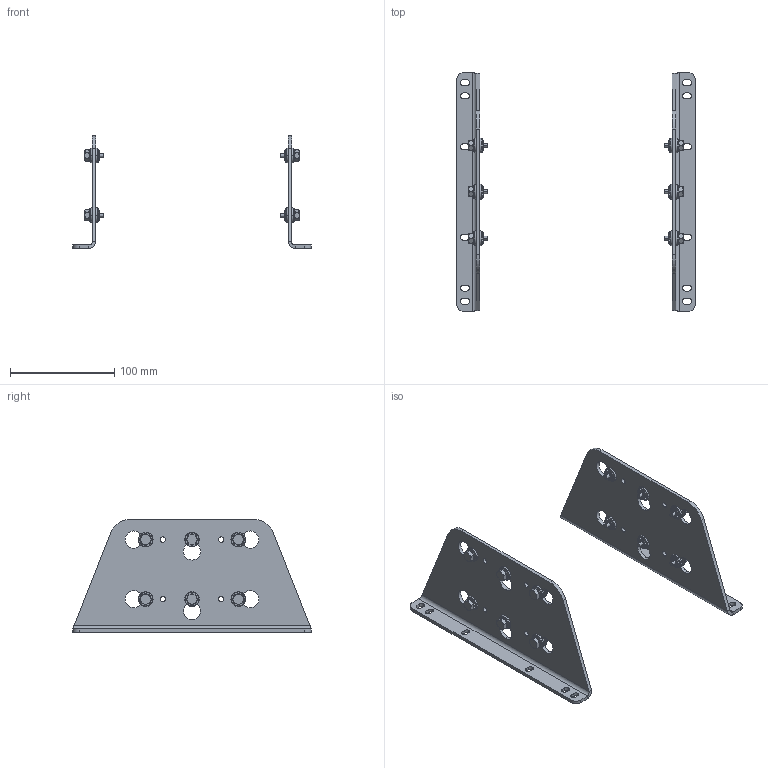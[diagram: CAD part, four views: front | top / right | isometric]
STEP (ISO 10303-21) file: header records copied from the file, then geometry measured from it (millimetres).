
FILE_DESCRIPTION (( 'STEP AP214' ), '1' );
FILE_NAME ('VSMKX-2 Vibration.STEP', '2024-01-30T22:59:13', ( '' ), ( '' ), 'SwSTEP 2.0', 'SolidWorks 2024', '' );
FILE_SCHEMA (( 'AUTOMOTIVE_DESIGN' ));
Length unit declared in the file: inch
Products named in the file (5): VSMKX-2 Vibration; 305-105034.50; 500-008779.50_9311K136; 500-008785.50
Assembly tree (15 placements, depth 3):
  VSMKX-2 Vibration
    305-105034.50  x2
      305-105034.50
      500-008779.50_9311K136
      500-008785.50
Bounding box: 228.78 x 228.6 x 107.95 mm (x, y, z)
Volume: 160203.5 mm3; surface area: 114249.3 mm2
Topology: 26 solids, 26 shells, 1644 faces, 4640 edges, 3072 vertices
Faces by surface type: plane 956, torus 264, cylinder 252, cone 168, bspline 4
Entity records: 8299 total; most frequent: CARTESIAN_POINT 2141, DIRECTION 1294, ORIENTED_EDGE 1260, EDGE_CURVE 630, AXIS2_PLACEMENT_3D 517, VERTEX_POINT 416, CIRCLE 278, LINE 260
